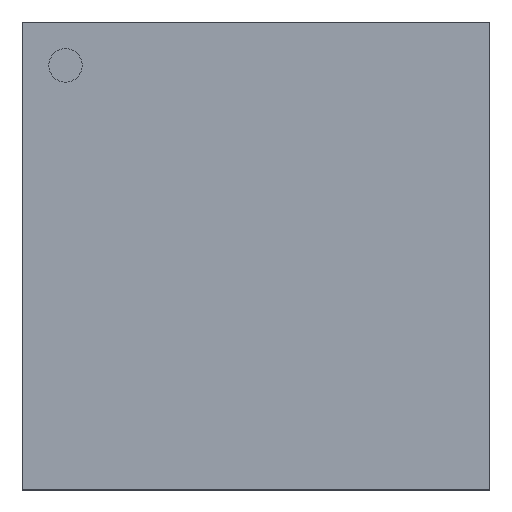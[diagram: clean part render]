
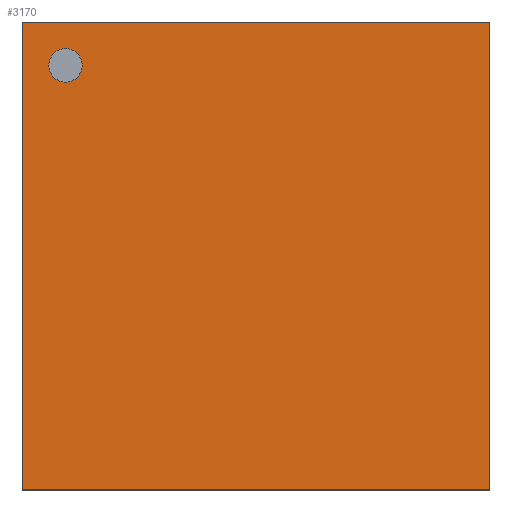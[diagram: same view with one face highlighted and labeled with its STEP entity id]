
A CAD part, top view. The second image highlights one B-rep face of the part: STEP entity #3170.
In plain terms, the highlighted planar face has unit normal (0, 0, 1).
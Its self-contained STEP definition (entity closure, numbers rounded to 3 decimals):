
#267=FACE_BOUND('',#1064,.T.);
#269=CIRCLE('',#3563,0.25);
#792=FACE_OUTER_BOUND('',#1063,.T.);
#1063=EDGE_LOOP('',(#2242,#2243,#2244,#2245));
#1064=EDGE_LOOP('',(#2246));
#1336=LINE('',#4825,#1369);
#1339=LINE('',#4831,#1372);
#1342=LINE('',#4837,#1375);
#1345=LINE('',#4841,#1378);
#1369=VECTOR('',#3992,1.);
#1372=VECTOR('',#3997,1.);
#1375=VECTOR('',#4002,1.);
#1378=VECTOR('',#4007,1.);
#1396=VERTEX_POINT('',#4813);
#1400=VERTEX_POINT('',#4822);
#1401=VERTEX_POINT('',#4824);
#1403=VERTEX_POINT('',#4830);
#1405=VERTEX_POINT('',#4836);
#1798=EDGE_CURVE('',#1396,#1396,#269,.T.);
#1802=EDGE_CURVE('',#1401,#1400,#1336,.T.);
#1805=EDGE_CURVE('',#1403,#1401,#1339,.T.);
#1808=EDGE_CURVE('',#1405,#1403,#1342,.T.);
#1811=EDGE_CURVE('',#1400,#1405,#1345,.T.);
#2242=ORIENTED_EDGE('',*,*,#1811,.T.);
#2243=ORIENTED_EDGE('',*,*,#1808,.T.);
#2244=ORIENTED_EDGE('',*,*,#1805,.T.);
#2245=ORIENTED_EDGE('',*,*,#1802,.T.);
#2246=ORIENTED_EDGE('',*,*,#1798,.T.);
#3025=PLANE('',#3571);
#3170=ADVANCED_FACE('',(#792,#267),#3025,.T.);
#3563=AXIS2_PLACEMENT_3D('',#4814,#3982,#3983);
#3571=AXIS2_PLACEMENT_3D('',#4843,#4010,#4011);
#3982=DIRECTION('center_axis',(0.,0.,-1.));
#3983=DIRECTION('ref_axis',(-1.,0.,0.));
#3992=DIRECTION('',(0.,1.,0.));
#3997=DIRECTION('',(1.,0.,0.));
#4002=DIRECTION('',(0.,-1.,0.));
#4007=DIRECTION('',(-1.,0.,0.));
#4010=DIRECTION('center_axis',(0.,0.,1.));
#4011=DIRECTION('ref_axis',(1.,0.,0.));
#4813=CARTESIAN_POINT('',(-2.6,2.85,0.8));
#4814=CARTESIAN_POINT('Origin',(-2.85,2.85,0.8));
#4822=CARTESIAN_POINT('',(3.5,3.5,0.8));
#4824=CARTESIAN_POINT('',(3.5,-3.5,0.8));
#4825=CARTESIAN_POINT('',(3.5,3.5,0.8));
#4830=CARTESIAN_POINT('',(-3.5,-3.5,0.8));
#4831=CARTESIAN_POINT('',(3.5,-3.5,0.8));
#4836=CARTESIAN_POINT('',(-3.5,3.5,0.8));
#4837=CARTESIAN_POINT('',(-3.5,-3.5,0.8));
#4841=CARTESIAN_POINT('',(-3.5,3.5,0.8));
#4843=CARTESIAN_POINT('Origin',(0.,0.,0.8));
